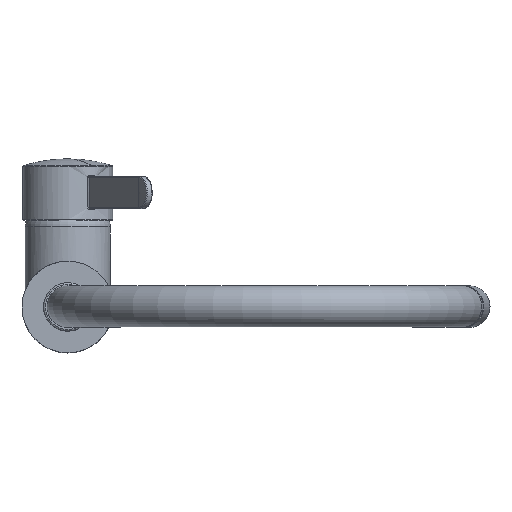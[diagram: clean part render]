
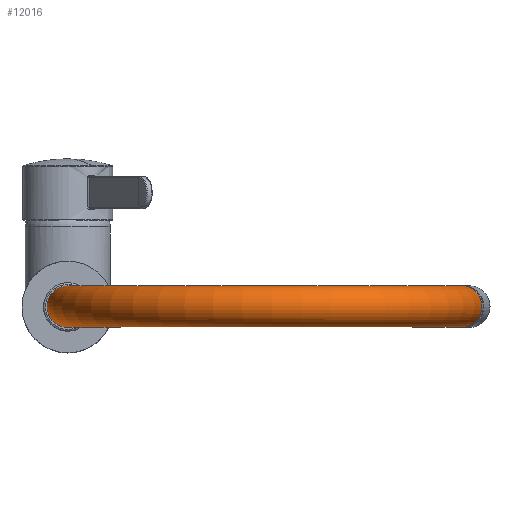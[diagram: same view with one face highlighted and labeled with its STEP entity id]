
A CAD part, top view. The second image highlights one B-rep face of the part: STEP entity #12016.
In plain terms, the highlighted toroidal (fillet/blend) face has major radius 110.5 mm and minor radius 11.5 mm.
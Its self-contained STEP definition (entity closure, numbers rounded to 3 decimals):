
#135=TOROIDAL_SURFACE('',#13261,110.5,11.5);
#577=CIRCLE('',#13260,11.5);
#578=CIRCLE('',#13262,11.5);
#6838=ORIENTED_EDGE('',*,*,#8618,.T.);
#6839=ORIENTED_EDGE('',*,*,#8619,.F.);
#8618=EDGE_CURVE('',#9777,#9777,#577,.F.);
#8619=EDGE_CURVE('',#9778,#9778,#578,.F.);
#9777=VERTEX_POINT('',#22550);
#9778=VERTEX_POINT('',#22553);
#10642=EDGE_LOOP('',(#6838));
#10643=EDGE_LOOP('',(#6839));
#11358=FACE_BOUND('',#10642,.T.);
#11359=FACE_BOUND('',#10643,.T.);
#12016=ADVANCED_FACE('',(#11358,#11359),#135,.T.);
#13260=AXIS2_PLACEMENT_3D('',#22549,#16595,#16596);
#13261=AXIS2_PLACEMENT_3D('',#22551,#16597,#16598);
#13262=AXIS2_PLACEMENT_3D('',#22552,#16599,#16600);
#16595=DIRECTION('',(0.,0.,-1.));
#16596=DIRECTION('',(1.,0.,0.));
#16597=DIRECTION('',(0.,-1.,0.));
#16598=DIRECTION('',(0.,0.,-1.));
#16599=DIRECTION('',(-0.174,0.,0.985));
#16600=DIRECTION('',(-0.985,0.,-0.174));
#22549=CARTESIAN_POINT('',(0.,0.,
231.5));
#22550=CARTESIAN_POINT('',(11.5,0.,231.5));
#22551=CARTESIAN_POINT('',(110.5,0.,231.5));
#22552=CARTESIAN_POINT('',(219.321,0.,250.688));
#22553=CARTESIAN_POINT('',(207.996,0.,248.691));
